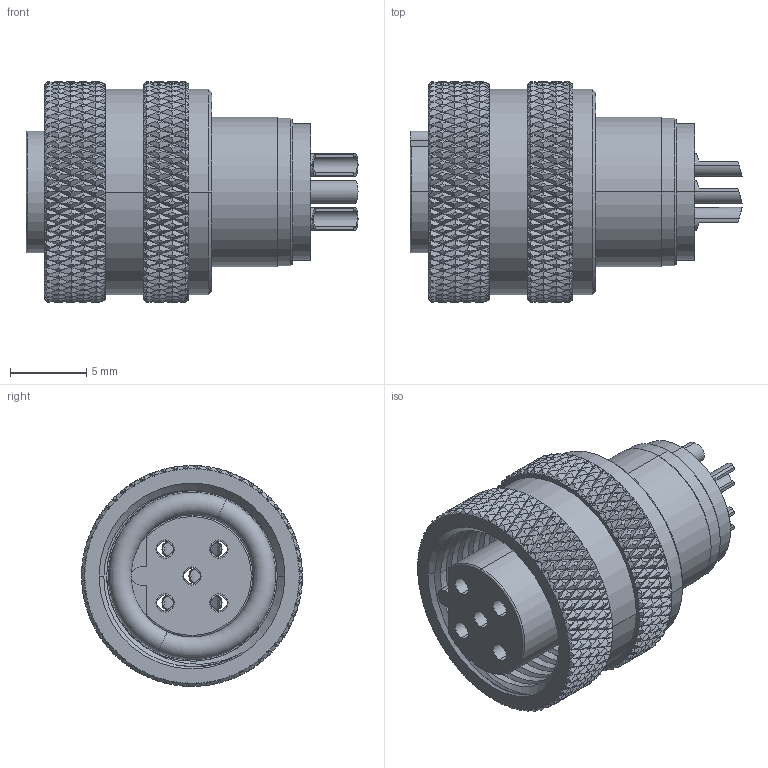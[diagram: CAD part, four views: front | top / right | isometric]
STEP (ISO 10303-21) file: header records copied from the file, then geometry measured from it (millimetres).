
FILE_DESCRIPTION (( 'STEP AP203' ), '1' );
FILE_NAME ('50-01020A.STEP', '2023-02-03T21:48:01', ( '' ), ( '' ), 'SwSTEP 2.0', 'SolidWorks 2021', '' );
FILE_SCHEMA (( 'CONFIG_CONTROL_DESIGN' ));
Length unit declared in the file: millimetre
Products named in the file (6): 50-01020A; 50-01020-02___; 50-01020-01___; 50-01020-05___; 50-01020-04___; 50-01020-03___
Assembly tree (9 placements, depth 2):
  50-01020A
    50-01020-01___
    50-01020-02___
    50-01020-03___  x5
    50-01020-04___
    50-01020-05___
Bounding box: 21.8 x 14.5 x 14.5 mm (x, y, z)
Volume: 1757.5 mm3; surface area: 3852.8 mm2
Topology: 9 solids, 9 shells, 3119 faces, 9093 edges, 6013 vertices
Faces by surface type: bspline 1592, cylinder 732, cone 539, plane 159, torus 97
Entity records: 480981 total; most frequent: CARTESIAN_POINT 427115, ORIENTED_EDGE 16450, EDGE_CURVE 8225, B_SPLINE_CURVE_WITH_KNOTS 5516, VERTEX_POINT 5469, DIRECTION 4333, EDGE_LOOP 2810, ADVANCED_FACE 2779
